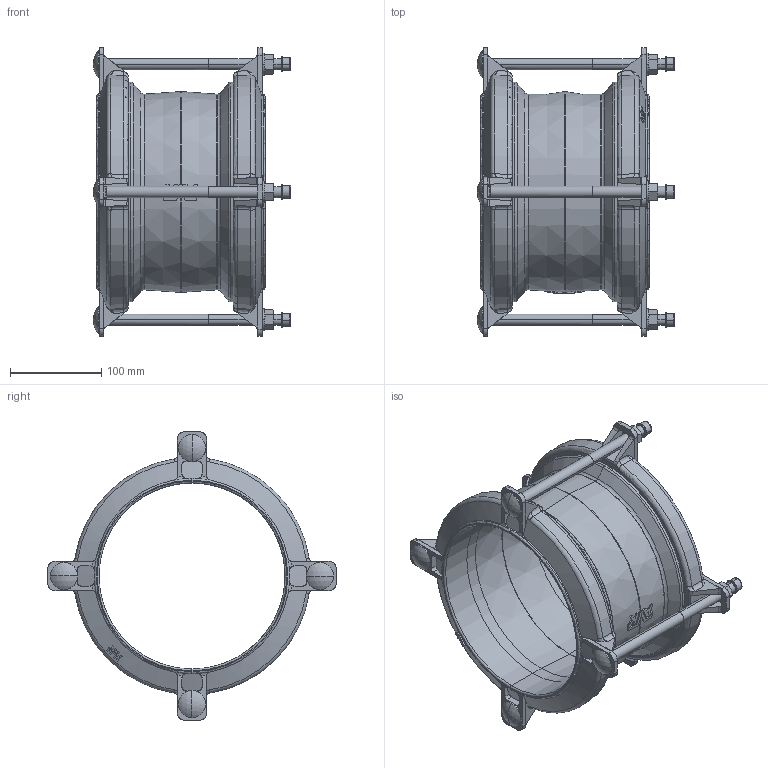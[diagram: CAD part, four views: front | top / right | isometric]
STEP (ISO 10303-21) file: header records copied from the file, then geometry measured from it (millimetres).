
FILE_DESCRIPTION (( 'STEP AP203' ), '1' );
FILE_NAME ('O_601_A_DN150_176-201mm_001XXXX_AA1_step.step', '2015-08-25T11:50:54', ( 'Windows User' ), ( 'AVK' ), 'SwSTEP 2.0', 'SolidWorks 2012', '' );
FILE_SCHEMA (( 'CONFIG_CONTROL_DESIGN' ));
Length unit declared in the file: millimetre
Products named in the file (1): O_601_A_DN150_176-201mm_001XXXX_AA1_step
Bounding box: 216.5 x 316.5 x 316.54 mm (x, y, z)
Volume: 1883084.6 mm3; surface area: 366862.4 mm2
Topology: 1 solids, 1 shells, 1023 faces, 2752 edges, 1724 vertices
Faces by surface type: cylinder 383, plane 357, cone 97, bspline 96, torus 66, sphere 24
Entity records: 39990 total; most frequent: CARTESIAN_POINT 16713, ORIENTED_EDGE 5472, DIRECTION 4096, EDGE_CURVE 2736, VERTEX_POINT 1724, AXIS2_PLACEMENT_3D 1572, EDGE_LOOP 1074, FACE_OUTER_BOUND 1023
